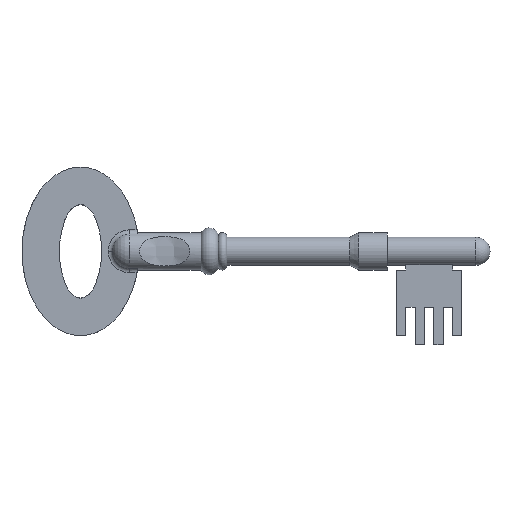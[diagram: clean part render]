
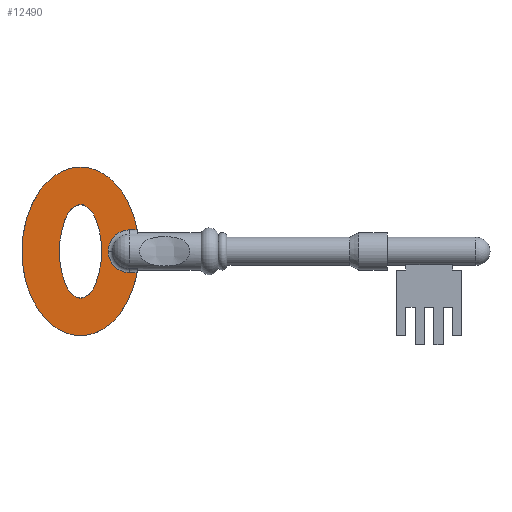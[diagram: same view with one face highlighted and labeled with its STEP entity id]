
A CAD part, top view. The second image highlights one B-rep face of the part: STEP entity #12490.
In plain terms, the highlighted planar face has unit normal (0, 0, 1).
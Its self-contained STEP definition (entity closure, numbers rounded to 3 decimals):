
#10430=CARTESIAN_POINT('',(25.206,18.494,1.27));
#10440=VERTEX_POINT('',#10430);
#11430=CARTESIAN_POINT('',(31.227,5.82,1.27));
#11440=VERTEX_POINT('',#11430);
#11470=CARTESIAN_POINT('',(10.66,-22.01,1.27));
#11480=CARTESIAN_POINT('',(6.151,-18.544,1.27));
#11490=CARTESIAN_POINT('',(2.687,-13.378,1.27));
#11500=CARTESIAN_POINT('',(0.496,-7.006,1.27));
#11510=CARTESIAN_POINT('',(-0.254,0.,1.27))
;
#11520=CARTESIAN_POINT('',(0.496,7.006,1.27));
#11530=CARTESIAN_POINT('',(2.687,13.378,1.27));
#11540=CARTESIAN_POINT('',(6.151,18.544,1.27));
#11550=CARTESIAN_POINT('',(10.66,22.01,1.27));
#11560=CARTESIAN_POINT('',(15.875,23.267,1.27));
#11570=CARTESIAN_POINT('',(21.09,22.01,1.27));
#11580=CARTESIAN_POINT('',(25.599,18.544,1.27));
#11590=CARTESIAN_POINT('',(29.063,13.378,1.27));
#11600=CARTESIAN_POINT('',(31.254,7.006,1.27));
#11610=CARTESIAN_POINT('',(32.004,0.,1.27));
#11620=CARTESIAN_POINT('',(31.254,-7.006,1.27));
#11630=CARTESIAN_POINT('',(29.063,-13.378,1.27));
#11640=CARTESIAN_POINT('',(25.599,-18.544,1.27));
#11650=CARTESIAN_POINT('',(21.09,-22.01,1.27));
#11660=CARTESIAN_POINT('',(15.875,-23.267,1.27));
#11670=CARTESIAN_POINT('',(10.66,-22.01,1.27));
#11680=CARTESIAN_POINT('',(6.151,-18.544,1.27));
#11690=CARTESIAN_POINT('',(2.687,-13.378,1.27));
#11700=B_SPLINE_CURVE_WITH_KNOTS('',3,(#11470,#11480,#11490,#11500,
#11510,#11520,#11530,#11540,#11550,#11560,#11570,#11580,#11590,#11600,
#11610,#11620,#11630,#11640,#11650,#11660,#11670,#11680,#11690),
.UNSPECIFIED.,.T.,.F.,(1,1,1,1,1,1,1,1,1,1,1,1,1,1,1,1,1,1,1,1,1,1,1,1,1
,1,1),(-10.063,-5.032,0.,5.489,
11.646,18.406,25.513,32.619,
39.379,45.536,51.025,56.057,
61.089,66.577,72.735,79.494,
86.601,93.708,100.468,106.625,
112.114,117.145,122.177,127.666,
133.823,140.583,147.69),.UNSPECIFIED.);
#11710=EDGE_CURVE('',#10440,#11440,#11700,.T.);
#11760=CARTESIAN_POINT('',(0.,0.,1.27));
#11770=DIRECTION('',(0.,0.,1.));
#11780=DIRECTION('',(1.,0.,0.));
#11790=AXIS2_PLACEMENT_3D('',#11760,#11770,#11780);
#11800=PLANE('',#11790);
#11810=CARTESIAN_POINT('',(29.21,0.,1.27));
#11820=DIRECTION('',(0.,0.,1.));
#11830=DIRECTION('',(1.,0.,0.));
#11840=AXIS2_PLACEMENT_3D('',#11810,#11820,#11830);
#11850=CIRCLE('',#11840,5.82);
#11860=CARTESIAN_POINT('',(29.21,5.82,1.27));
#11870=VERTEX_POINT('',#11860);
#11880=CARTESIAN_POINT('',(23.39,0.,1.27));
#11890=VERTEX_POINT('',#11880);
#11900=EDGE_CURVE('',#11870,#11890,#11850,.T.);
#11910=ORIENTED_EDGE('',*,*,#11900,.F.);
#11920=CARTESIAN_POINT('',(29.21,-5.82,1.27));
#11930=VERTEX_POINT('',#11920);
#11940=EDGE_CURVE('',#11890,#11930,#11850,.T.);
#11950=ORIENTED_EDGE('',*,*,#11940,.F.);
#11960=CARTESIAN_POINT('',(40.005,-5.82,1.27));
#11970=DIRECTION('',(1.,0.,0.));
#11980=VECTOR('',#11970,1.);
#11990=LINE('',#11960,#11980);
#12000=CARTESIAN_POINT('',(31.227,-5.82,
1.27));
#12010=VERTEX_POINT('',#12000);
#12020=EDGE_CURVE('',#11930,#12010,#11990,.T.);
#12030=ORIENTED_EDGE('',*,*,#12020,.F.);
#12040=CARTESIAN_POINT('',(6.544,-18.494,1.27));
#12050=VERTEX_POINT('',#12040);
#12060=EDGE_CURVE('',#12010,#12050,#11700,.T.);
#12070=ORIENTED_EDGE('',*,*,#12060,.F.);
#12080=EDGE_CURVE('',#12050,#10440,#11700,.T.);
#12090=ORIENTED_EDGE('',*,*,#12080,.F.);
#12100=ORIENTED_EDGE('',*,*,#11710,.F.);
#12110=CARTESIAN_POINT('',(40.005,5.82,1.27));
#12120=DIRECTION('',(1.,0.,0.));
#12130=VECTOR('',#12120,1.);
#12140=LINE('',#12110,#12130);
#12150=EDGE_CURVE('',#11870,#11440,#12140,.T.);
#12160=ORIENTED_EDGE('',*,*,#12150,.T.);
#12170=EDGE_LOOP('',(#12160,#12100,#12090,#12070,#12030,#11950,#11910));
#12180=FACE_OUTER_BOUND('',#12170,.T.);
#12190=CARTESIAN_POINT('',(13.222,-11.687,1.27));
#12200=CARTESIAN_POINT('',(11.566,-8.729,1.27));
#12210=CARTESIAN_POINT('',(10.41,-4.697,1.27));
#12220=CARTESIAN_POINT('',(10.027,0.,1.27));
#12230=CARTESIAN_POINT('',(10.41,4.697,1.27));
#12240=CARTESIAN_POINT('',(11.566,8.729,1.27));
#12250=CARTESIAN_POINT('',(13.222,11.687,1.27));
#12260=CARTESIAN_POINT('',(15.875,13.124,1.27));
#12270=CARTESIAN_POINT('',(18.528,11.687,1.27));
#12280=CARTESIAN_POINT('',(20.184,8.729,1.27));
#12290=CARTESIAN_POINT('',(21.34,4.697,1.27));
#12300=CARTESIAN_POINT('',(21.723,0.,1.27))
;
#12310=CARTESIAN_POINT('',(21.34,-4.697,1.27));
#12320=CARTESIAN_POINT('',(20.184,-8.729,1.27));
#12330=CARTESIAN_POINT('',(18.528,-11.687,1.27));
#12340=CARTESIAN_POINT('',(15.875,-13.124,1.27));
#12350=CARTESIAN_POINT('',(13.222,-11.687,1.27));
#12360=CARTESIAN_POINT('',(11.566,-8.729,1.27));
#12370=CARTESIAN_POINT('',(10.41,-4.697,1.27));
#12380=B_SPLINE_CURVE_WITH_KNOTS('',3,(#12190,#12200,#12210,#12220,
#12230,#12240,#12250,#12260,#12270,#12280,#12290,#12300,#12310,#12320,
#12330,#12340,#12350,#12360,#12370),.UNSPECIFIED.,.T.,.F.,(1,1,1,1,1,1,1
,1,1,1,1,1,1,1,1,1,1,1,1,1,1,1,1),(-4.782,-2.391,
0.,3.319,7.622,12.501,17.381,
21.683,25.002,27.393,29.784,
33.104,37.406,42.285,47.165,
51.467,54.787,57.178,59.569,
62.888,67.19,72.07,76.949),
.UNSPECIFIED.);
#12390=CARTESIAN_POINT('',(11.834,-8.98,1.27));
#12400=VERTEX_POINT('',#12390);
#12410=CARTESIAN_POINT('',(19.916,8.98,1.27));
#12420=VERTEX_POINT('',#12410);
#12430=EDGE_CURVE('',#12400,#12420,#12380,.T.);
#12440=ORIENTED_EDGE('',*,*,#12430,.T.);
#12450=EDGE_CURVE('',#12420,#12400,#12380,.T.);
#12460=ORIENTED_EDGE('',*,*,#12450,.T.);
#12470=EDGE_LOOP('',(#12460,#12440));
#12480=FACE_BOUND('',#12470,.T.);
#12490=ADVANCED_FACE('',(#12180,#12480),#11800,.T.);
